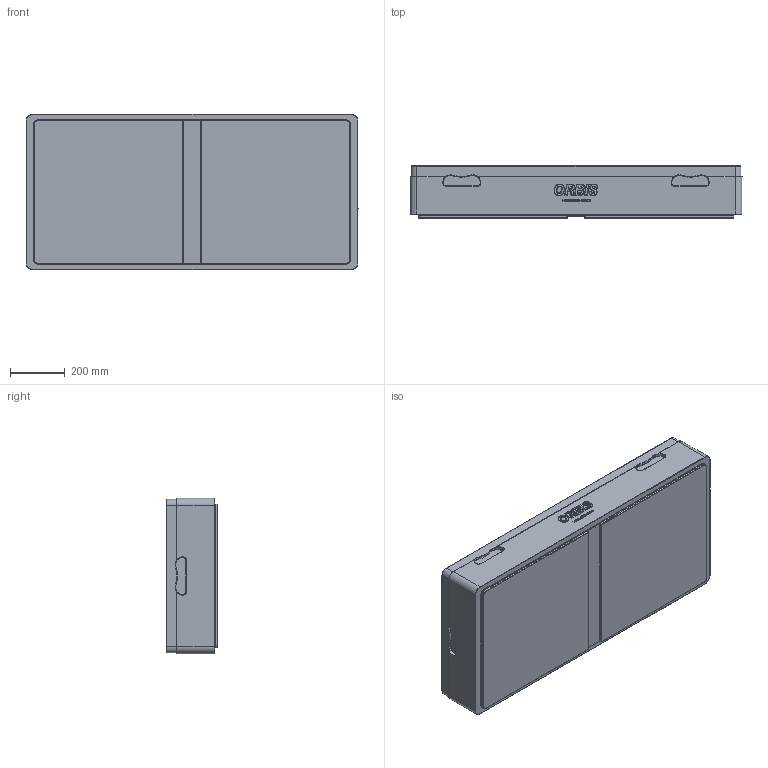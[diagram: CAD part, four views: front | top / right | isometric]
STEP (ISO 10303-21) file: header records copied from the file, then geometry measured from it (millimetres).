
FILE_DESCRIPTION((''),'2;1');
FILE_NAME('84986R_WSM','2025-06-20T11:58:13',('SYSTEM'),(''),'CREO PARAMETRIC BY PTC INC, 2023294','CREO PARAMETRIC BY PTC INC, 2023294','');
FILE_SCHEMA(('CONFIG_CONTROL_DESIGN'));
Products named in the file (1): 84986R_WSM
Bounding box: 1217.93 x 190.5 x 570.23 mm (x, y, z)
Volume: 20063797.9 mm3; surface area: 2646262.4 mm2
Topology: 1 solids, 1 shells, 2024 faces, 5464 edges, 3514 vertices
Faces by surface type: plane 1386, bspline 190, cylinder 189, extrusion 154, torus 105
Entity records: 71182 total; most frequent: CARTESIAN_POINT 22721, ORIENTED_EDGE 10928, DIRECTION 8494, EDGE_CURVE 5464, VECTOR 4188, LINE 4034, VERTEX_POINT 3514, AXIS2_PLACEMENT_3D 2153
